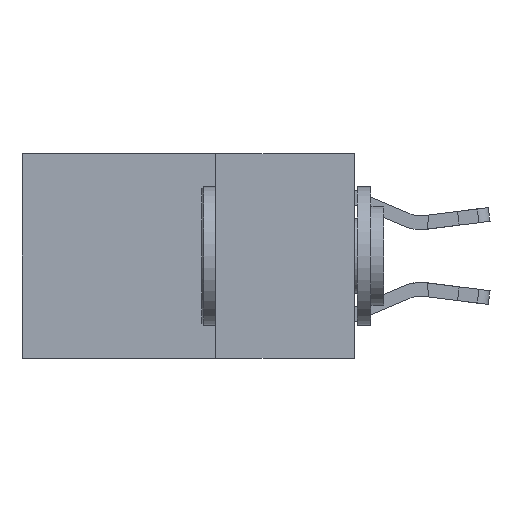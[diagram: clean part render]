
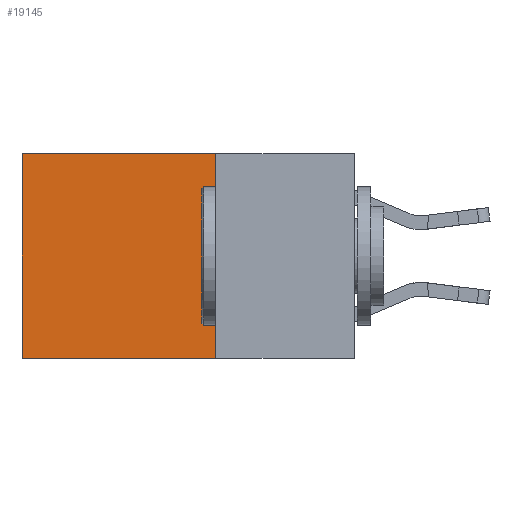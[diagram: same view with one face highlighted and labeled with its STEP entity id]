
A CAD part, left-side view. The second image highlights one B-rep face of the part: STEP entity #19145.
In plain terms, the highlighted planar face has unit normal (-1, 0, 0).
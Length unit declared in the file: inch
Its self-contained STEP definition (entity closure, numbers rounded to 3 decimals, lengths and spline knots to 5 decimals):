
#165 = VECTOR ( 'NONE', #18883, 39.37008 ) ;
#781 = CARTESIAN_POINT ( 'NONE',  ( 0.2625, 0.25, 0. ) ) ;
#1301 = EDGE_CURVE ( 'NONE', #19697, #25180, #1987, .T. ) ;
#1543 = CARTESIAN_POINT ( 'NONE',  ( 0.2625, 0.6, -0.37 ) ) ;
#1987 = LINE ( 'NONE', #9927, #14328 ) ;
#2495 = VERTEX_POINT ( 'NONE', #12823 ) ;
#4276 = PLANE ( 'NONE',  #18090 ) ;
#4299 = LINE ( 'NONE', #21741, #19453 ) ;
#6532 = LINE ( 'NONE', #781, #165 ) ;
#6801 = ORIENTED_EDGE ( 'NONE', *, *, #7831, .T. ) ;
#7831 = EDGE_CURVE ( 'NONE', #2495, #17397, #4299, .T. ) ;
#8057 = DIRECTION ( 'NONE',  ( 0., 1., 0. ) ) ;
#9927 = CARTESIAN_POINT ( 'NONE',  ( 0.2625, 0.25, -0.37 ) ) ;
#10659 = EDGE_LOOP ( 'NONE', ( #20643, #21791, #18818, #6801 ) ) ;
#10897 = EDGE_CURVE ( 'NONE', #2495, #19697, #6532, .T. ) ;
#11880 = LINE ( 'NONE', #25683, #14020 ) ;
#12218 = DIRECTION ( 'NONE',  ( 1., 0., 0. ) ) ;
#12823 = CARTESIAN_POINT ( 'NONE',  ( 0.2625, 0.25, 0. ) ) ;
#13891 = DIRECTION ( 'NONE',  ( 0., 0., -1. ) ) ;
#14020 = VECTOR ( 'NONE', #20062, 39.37008 ) ;
#14328 = VECTOR ( 'NONE', #17877, 39.37008 ) ;
#16509 = FACE_OUTER_BOUND ( 'NONE', #10659, .T. ) ;
#17397 = VERTEX_POINT ( 'NONE', #20682 ) ;
#17877 = DIRECTION ( 'NONE',  ( 0., 1., 0. ) ) ;
#18090 = AXIS2_PLACEMENT_3D ( 'NONE', #24466, #12218, #13891 ) ;
#18818 = ORIENTED_EDGE ( 'NONE', *, *, #10897, .F. ) ;
#18883 = DIRECTION ( 'NONE',  ( 0., 0., -1. ) ) ;
#19030 = CARTESIAN_POINT ( 'NONE',  ( 0.2625, 0.25, -0.37 ) ) ;
#19145 = ADVANCED_FACE ( 'NONE', ( #16509 ), #4276, .F. ) ;
#19453 = VECTOR ( 'NONE', #8057, 39.37008 ) ;
#19697 = VERTEX_POINT ( 'NONE', #19030 ) ;
#20062 = DIRECTION ( 'NONE',  ( 0., 0., -1. ) ) ;
#20643 = ORIENTED_EDGE ( 'NONE', *, *, #23518, .T. ) ;
#20682 = CARTESIAN_POINT ( 'NONE',  ( 0.2625, 0.6, 0. ) ) ;
#21741 = CARTESIAN_POINT ( 'NONE',  ( 0.2625, 0.25, 0. ) ) ;
#21791 = ORIENTED_EDGE ( 'NONE', *, *, #1301, .F. ) ;
#23518 = EDGE_CURVE ( 'NONE', #17397, #25180, #11880, .T. ) ;
#24466 = CARTESIAN_POINT ( 'NONE',  ( 0.2625, 0.25, 0. ) ) ;
#25180 = VERTEX_POINT ( 'NONE', #1543 ) ;
#25683 = CARTESIAN_POINT ( 'NONE',  ( 0.2625, 0.6, 0. ) ) ;
